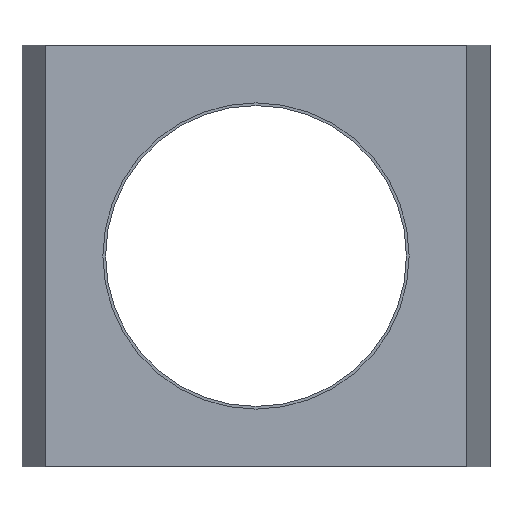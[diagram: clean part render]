
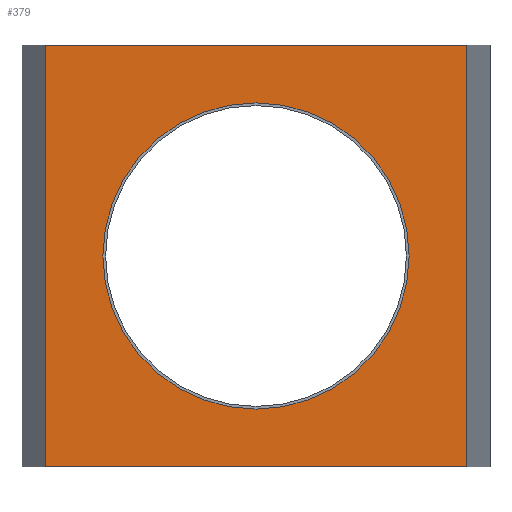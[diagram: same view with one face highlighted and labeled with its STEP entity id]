
A CAD part, front view. The second image highlights one B-rep face of the part: STEP entity #379.
In plain terms, the highlighted planar face has unit normal (0, -1, 0).
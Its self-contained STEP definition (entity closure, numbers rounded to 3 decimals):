
#15 = ORIENTED_EDGE ( 'NONE', *, *, #277, .T. ) ;
#50 = DIRECTION ( 'NONE',  ( 0., -1., 0. ) ) ;
#54 = CARTESIAN_POINT ( 'NONE',  ( 0., 0., -229. ) ) ;
#92 = EDGE_CURVE ( 'NONE', #280, #532, #293, .T. ) ;
#98 = ORIENTED_EDGE ( 'NONE', *, *, #92, .F. ) ;
#104 = AXIS2_PLACEMENT_3D ( 'NONE', #220, #756, #527 ) ;
#122 = LINE ( 'NONE', #803, #830 ) ;
#138 = AXIS2_PLACEMENT_3D ( 'NONE', #725, #50, #356 ) ;
#172 = VERTEX_POINT ( 'NONE', #579 ) ;
#197 = CARTESIAN_POINT ( 'NONE',  ( -315., 0., 315. ) ) ;
#220 = CARTESIAN_POINT ( 'NONE',  ( 0., 0., 0. ) ) ;
#247 = VECTOR ( 'NONE', #982, 1000. ) ;
#250 = VERTEX_POINT ( 'NONE', #269 ) ;
#269 = CARTESIAN_POINT ( 'NONE',  ( -315., 0., -315. ) ) ;
#270 = CARTESIAN_POINT ( 'NONE',  ( 315., 0., 315. ) ) ;
#277 = EDGE_CURVE ( 'NONE', #250, #983, #122, .T. ) ;
#280 = VERTEX_POINT ( 'NONE', #54 ) ;
#293 = CIRCLE ( 'NONE', #104, 229. ) ;
#356 = DIRECTION ( 'NONE',  ( 0., 0., -1. ) ) ;
#379 = ADVANCED_FACE ( 'NONE', ( #428, #968 ), #655, .F. ) ;
#394 = LINE ( 'NONE', #920, #814 ) ;
#428 = FACE_BOUND ( 'NONE', #963, .T. ) ;
#434 = VERTEX_POINT ( 'NONE', #270 ) ;
#436 = DIRECTION ( 'NONE',  ( 1., 0., 0. ) ) ;
#446 = CARTESIAN_POINT ( 'NONE',  ( 0., 0., 229. ) ) ;
#448 = ORIENTED_EDGE ( 'NONE', *, *, #536, .F. ) ;
#479 = CARTESIAN_POINT ( 'NONE',  ( 315., 0., -315. ) ) ;
#489 = EDGE_CURVE ( 'NONE', #532, #280, #577, .T. ) ;
#527 = DIRECTION ( 'NONE',  ( 0., 0., -1. ) ) ;
#532 = VERTEX_POINT ( 'NONE', #446 ) ;
#536 = EDGE_CURVE ( 'NONE', #172, #434, #680, .T. ) ;
#560 = ORIENTED_EDGE ( 'NONE', *, *, #951, .T. ) ;
#577 = CIRCLE ( 'NONE', #138, 229. ) ;
#579 = CARTESIAN_POINT ( 'NONE',  ( -315., 0., 315. ) ) ;
#581 = DIRECTION ( 'NONE',  ( 0., 1., 0. ) ) ;
#638 = EDGE_CURVE ( 'NONE', #434, #983, #834, .T. ) ;
#655 = PLANE ( 'NONE',  #763 ) ;
#680 = LINE ( 'NONE', #746, #698 ) ;
#698 = VECTOR ( 'NONE', #975, 1000. ) ;
#708 = ORIENTED_EDGE ( 'NONE', *, *, #489, .F. ) ;
#725 = CARTESIAN_POINT ( 'NONE',  ( 0., 0., 0. ) ) ;
#746 = CARTESIAN_POINT ( 'NONE',  ( -315., 0., 315. ) ) ;
#756 = DIRECTION ( 'NONE',  ( 0., -1., 0. ) ) ;
#758 = CARTESIAN_POINT ( 'NONE',  ( 315., 0., 315. ) ) ;
#763 = AXIS2_PLACEMENT_3D ( 'NONE', #197, #581, #820 ) ;
#803 = CARTESIAN_POINT ( 'NONE',  ( -315., 0., -315. ) ) ;
#814 = VECTOR ( 'NONE', #838, 1000. ) ;
#820 = DIRECTION ( 'NONE',  ( 0., 0., 1. ) ) ;
#830 = VECTOR ( 'NONE', #436, 1000. ) ;
#834 = LINE ( 'NONE', #758, #247 ) ;
#838 = DIRECTION ( 'NONE',  ( 0., 0., -1. ) ) ;
#889 = ORIENTED_EDGE ( 'NONE', *, *, #638, .F. ) ;
#920 = CARTESIAN_POINT ( 'NONE',  ( -315., 0., 315. ) ) ;
#945 = EDGE_LOOP ( 'NONE', ( #15, #889, #448, #560 ) ) ;
#951 = EDGE_CURVE ( 'NONE', #172, #250, #394, .T. ) ;
#963 = EDGE_LOOP ( 'NONE', ( #98, #708 ) ) ;
#968 = FACE_OUTER_BOUND ( 'NONE', #945, .T. ) ;
#975 = DIRECTION ( 'NONE',  ( 1., 0., 0. ) ) ;
#982 = DIRECTION ( 'NONE',  ( 0., 0., -1. ) ) ;
#983 = VERTEX_POINT ( 'NONE', #479 ) ;
